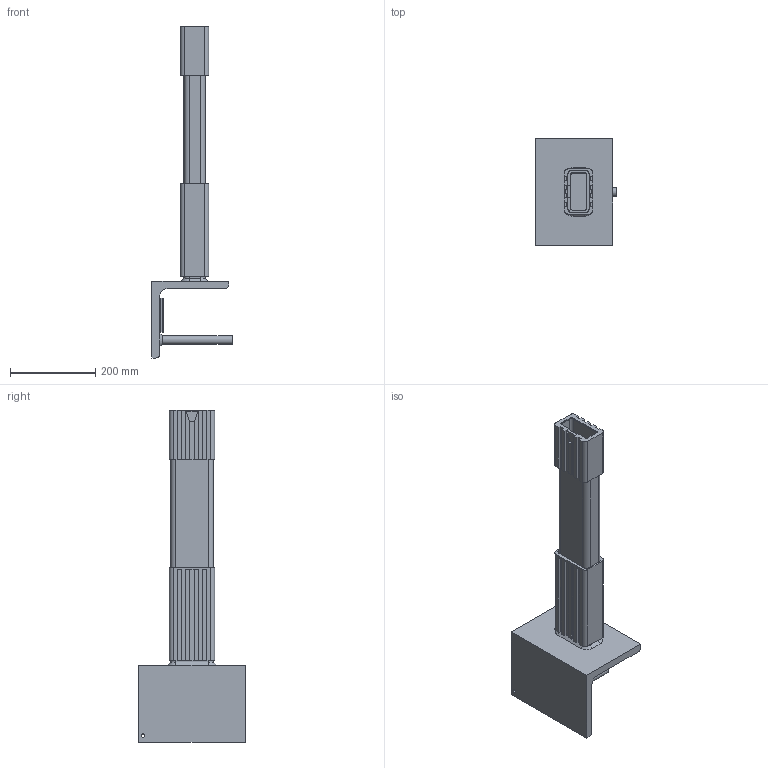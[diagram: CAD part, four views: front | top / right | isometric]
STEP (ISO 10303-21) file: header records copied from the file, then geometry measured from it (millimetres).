
FILE_DESCRIPTION(/* description */ (''),/* implementation_level */ '2;1');
FILE_NAME(/* name */ 'BWC 55 light-2-V Komplett innerrør med vinkel.stp',/* time_stamp */ '2020-03-02T14:37:55+01:00',/* author */ ('Bruker'),/* organization */ (''),/* preprocessor_version */ 'ST-DEVELOPER v18',/* originating_system */ 'Autodesk Inventor 2020',/* authorisation */ '');
FILE_SCHEMA (('AUTOMOTIVE_DESIGN { 1 0 10303 214 3 1 1 }'));
Length unit declared in the file: millimetre
Products named in the file (9): BWC 55 light-2-V Komplett innerrør med vinkel; BWC 55 light-2-V Komplett innerrør med vinkel_1; BWC 40-740-2-V-2 Vinkel; BWC 40-740-2-V-3 Rundtjern; BWC 40-740-2-V-5 Stålshims; BWC 40-740-2-V-6 Naturgummi shims; BS EN 10219-2 - 100 x 50 x 6  - 595; BWC Dempeboks L=220; BWC Dempeboks L=117 bunnende
Assembly tree (9 placements, depth 2):
  BWC 55 light-2-V Komplett innerrør med vinkel
    BWC 55 light-2-V Komplett innerrør med vinkel_1
    BWC 40-740-2-V-2 Vinkel
    BWC 40-740-2-V-3 Rundtjern
    BWC 40-740-2-V-5 Stålshims
    BWC 40-740-2-V-6 Naturgummi shims  x2
    BS EN 10219-2 - 100 x 50 x 6  - 595
    BWC Dempeboks L=220
    BWC Dempeboks L=117 bunnende
Bounding box: 188 x 250 x 778 mm (x, y, z)
Volume: 3223676 mm3; surface area: 862304.2 mm2
Topology: 10 solids, 10 shells, 191 faces, 517 edges, 342 vertices
Faces by surface type: plane 144, cylinder 42, cone 5
Full cylindrical faces by diameter (mm): 8 x1, 10 x1, 20 x2, 22 x1
Entity records: 6228 total; most frequent: CARTESIAN_POINT 1043, ORIENTED_EDGE 1010, DIRECTION 1009, EDGE_CURVE 505, LINE 409, VECTOR 409, VERTEX_POINT 334, AXIS2_PLACEMENT_3D 300
